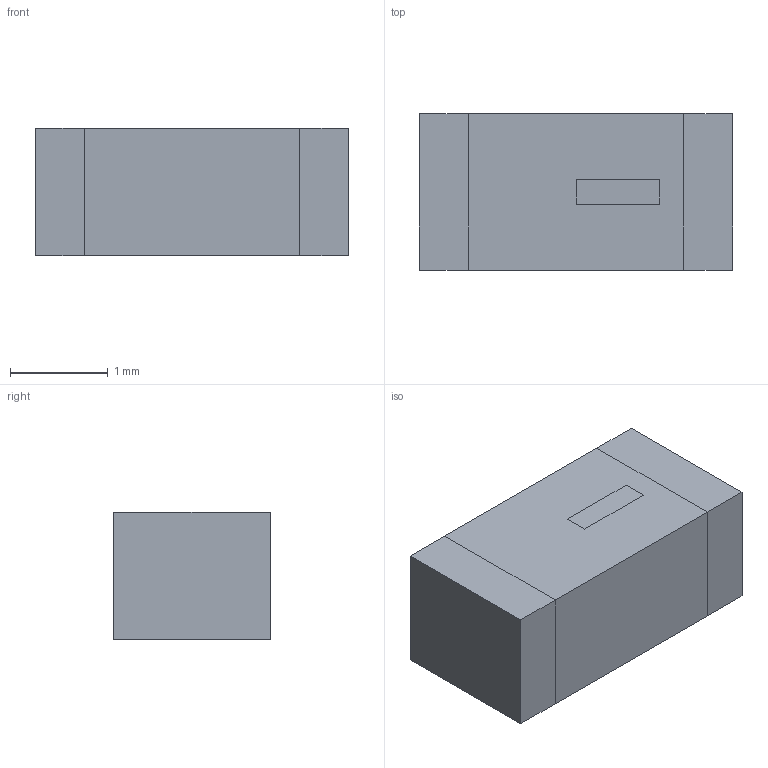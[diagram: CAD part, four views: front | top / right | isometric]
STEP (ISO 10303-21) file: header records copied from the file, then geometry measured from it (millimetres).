
FILE_DESCRIPTION( ( 'Unknown' ), '1' );
FILE_NAME( '7488930245.stp', 'Unknown', ( 'Unknown' ), ( 'Unknown' ), 'XStep 1.0', 'Unknown', ' ' );
FILE_SCHEMA( ( 'automotive_design' ) );
Length unit declared in the file: millimetre
Products named in the file (5): Assem1; Kern; Pin
Bounding box: 3.2 x 1.6 x 1.3 mm (x, y, z)
Surface area: 68.6 mm2
Topology: 8 solids, 8 shells, 58 faces, 120 edges, 80 vertices
Faces by surface type: plane 58
Entity records: 984 total; most frequent: CARTESIAN_POINT 134, DIRECTION 128, ORIENTED_EDGE 120, EDGE_CURVE 60, LINE 60, VECTOR 60, VERTEX_POINT 40, AXIS2_PLACEMENT_3D 34
